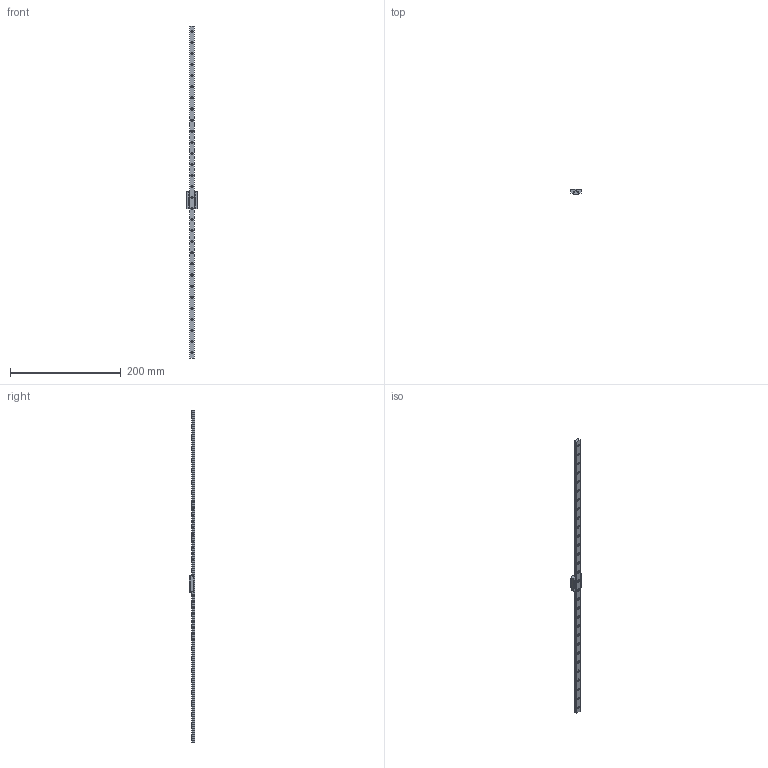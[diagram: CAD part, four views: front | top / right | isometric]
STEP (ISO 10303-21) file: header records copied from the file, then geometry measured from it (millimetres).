
FILE_DESCRIPTION (( 'STEP AP214' ), '1' );
FILE_NAME ('Linear-Guide-PU090600TRK1PCT-10-10-NSK.step', '2023-02-14T07:10:28', ( '' ), ( '' ), 'SwSTEP 2.0', 'SolidWorks 2010', '' );
FILE_SCHEMA (( 'AUTOMOTIVE_DESIGN' ));
Length unit declared in the file: millimetre
Products named in the file (6): Rail-P1U090600SKNPCT-10-10-NSK_Rail-P1U090600SKNPCT-10-10-NSK; Slider-PAU09TRS-NSK_Slider-PAU09TRS-NSK; End-Cap-PAU09TRS-NSK_End-Cap-PAU09TRS-NSK; End-Seal-PAU09TRS-NSK_End-Seal-PAU09TRS-NSK; Linear-Guide-PU090600TRK1PCT-10-10-NSK
Assembly tree (6 placements, depth 3):
  Linear-Guide-PU090600TRK1PCT-10-10-NSK
    Slider-PAU09TRS-NSK_Slider-PAU09TRS-NSK
      Slider-PAU09TRS-NSK_Slider-PAU09TRS-NSK
      End-Seal-PAU09TRS-NSK_End-Seal-PAU09TRS-NSK  x2
      End-Cap-PAU09TRS-NSK_End-Cap-PAU09TRS-NSK
    Rail-P1U090600SKNPCT-10-10-NSK_Rail-P1U090600SKNPCT-10-10-NSK
Bounding box: 20 x 10 x 600 mm (x, y, z)
Volume: 27519.8 mm3; surface area: 24527.9 mm2
Topology: 5 solids, 5 shells, 495 faces, 1241 edges, 778 vertices
Faces by surface type: plane 181, cylinder 178, cone 136
Entity records: 14096 total; most frequent: DIRECTION 2560, CARTESIAN_POINT 2340, ORIENTED_EDGE 2292, EDGE_CURVE 1146, AXIS2_PLACEMENT_3D 940, VERTEX_POINT 720, VECTOR 680, LINE 680
